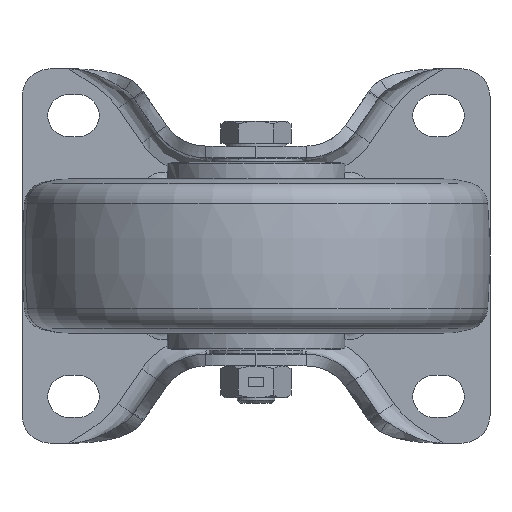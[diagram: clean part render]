
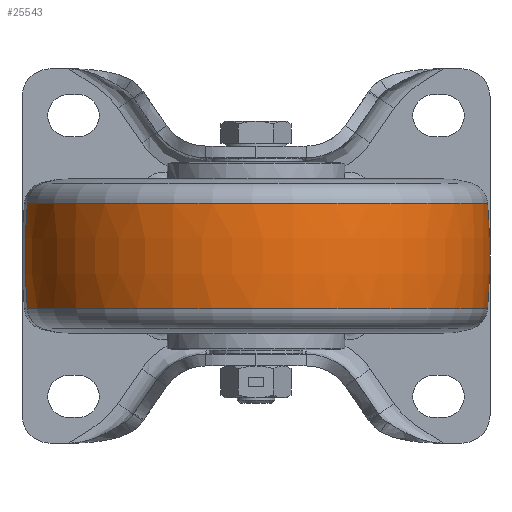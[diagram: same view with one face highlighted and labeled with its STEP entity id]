
A CAD part, front view. The second image highlights one B-rep face of the part: STEP entity #25543.
In plain terms, the highlighted toroidal (fillet/blend) face has major radius 75 mm and minor radius 125 mm.
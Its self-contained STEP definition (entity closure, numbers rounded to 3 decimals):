
#1053 = DIRECTION ( 'NONE',  ( -0.987, -0.159, 0. ) ) ;
#1343 = EDGE_CURVE ( 'NONE', #30305, #24774, #5470, .T. ) ;
#1743 = DIRECTION ( 'NONE',  ( -0.159, 0.987, 0. ) ) ;
#2825 = DIRECTION ( 'NONE',  ( 0., 0., -1. ) ) ;
#3029 = ORIENTED_EDGE ( 'NONE', *, *, #20200, .T. ) ;
#3971 = EDGE_CURVE ( 'NONE', #32673, #22378, #12245, .T. ) ;
#5470 = CIRCLE ( 'NONE', #30559, 49.492 ) ;
#5985 = FACE_OUTER_BOUND ( 'NONE', #30232, .T. ) ;
#10020 = CARTESIAN_POINT ( 'NONE',  ( 0., -75., -11.255 ) ) ;
#10906 = CIRCLE ( 'NONE', #25207, 125. ) ;
#12245 = CIRCLE ( 'NONE', #43104, 49.492 ) ;
#12508 = DIRECTION ( 'NONE',  ( -0.987, -0.159, 0. ) ) ;
#13331 = CARTESIAN_POINT ( 'NONE',  ( -48.866, -82.846, 11.255 ) ) ;
#14929 = CIRCLE ( 'NONE', #29946, 125. ) ;
#15396 = DIRECTION ( 'NONE',  ( 0., 0., -1. ) ) ;
#18960 = DIRECTION ( 'NONE',  ( 0.159, -0.987, 0. ) ) ;
#19932 = CARTESIAN_POINT ( 'NONE',  ( 48.866, -67.154, -11.255 ) ) ;
#20200 = EDGE_CURVE ( 'NONE', #22378, #24774, #10906, .T. ) ;
#20373 = CARTESIAN_POINT ( 'NONE',  ( 0., -75., 0. ) ) ;
#22378 = VERTEX_POINT ( 'NONE', #13331 ) ;
#22417 = TOROIDAL_SURFACE ( 'NONE', #28101, -75., 125. ) ;
#22632 = CARTESIAN_POINT ( 'NONE',  ( -74.052, -86.89, 0. ) ) ;
#22779 = DIRECTION ( 'NONE',  ( 0.987, 0.159, 0. ) ) ;
#22927 = CARTESIAN_POINT ( 'NONE',  ( -48.866, -82.846, -11.255 ) ) ;
#23005 = CARTESIAN_POINT ( 'NONE',  ( 48.866, -67.154, 11.255 ) ) ;
#23777 = DIRECTION ( 'NONE',  ( 0., 0., -1. ) ) ;
#23816 = CARTESIAN_POINT ( 'NONE',  ( 0., -75., 11.255 ) ) ;
#24445 = ORIENTED_EDGE ( 'NONE', *, *, #30226, .F. ) ;
#24774 = VERTEX_POINT ( 'NONE', #22927 ) ;
#25207 = AXIS2_PLACEMENT_3D ( 'NONE', #36222, #18960, #22779 ) ;
#25543 = ADVANCED_FACE ( 'NONE', ( #5985 ), #22417, .T. ) ;
#27048 = DIRECTION ( 'NONE',  ( -0.987, -0.159, 0. ) ) ;
#27848 = ORIENTED_EDGE ( 'NONE', *, *, #3971, .T. ) ;
#28101 = AXIS2_PLACEMENT_3D ( 'NONE', #20373, #23777, #33821 ) ;
#29946 = AXIS2_PLACEMENT_3D ( 'NONE', #22632, #1743, #12508 ) ;
#30226 = EDGE_CURVE ( 'NONE', #32673, #30305, #14929, .T. ) ;
#30232 = EDGE_LOOP ( 'NONE', ( #24445, #27848, #3029, #36804 ) ) ;
#30305 = VERTEX_POINT ( 'NONE', #19932 ) ;
#30559 = AXIS2_PLACEMENT_3D ( 'NONE', #10020, #2825, #27048 ) ;
#32673 = VERTEX_POINT ( 'NONE', #23005 ) ;
#33821 = DIRECTION ( 'NONE',  ( -0.987, -0.159, 0. ) ) ;
#36222 = CARTESIAN_POINT ( 'NONE',  ( 74.052, -63.11, 0. ) ) ;
#36804 = ORIENTED_EDGE ( 'NONE', *, *, #1343, .F. ) ;
#43104 = AXIS2_PLACEMENT_3D ( 'NONE', #23816, #15396, #1053 ) ;
